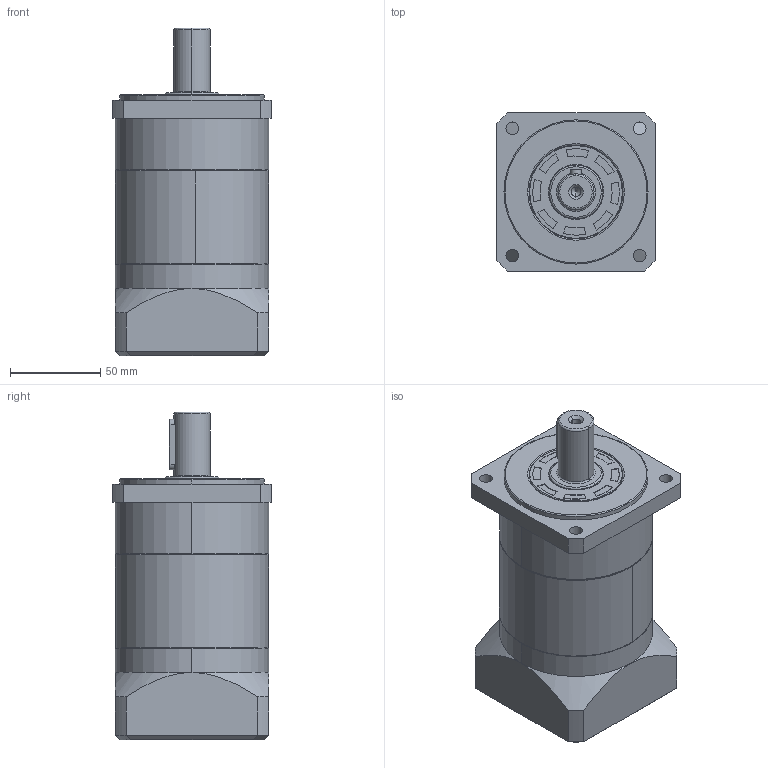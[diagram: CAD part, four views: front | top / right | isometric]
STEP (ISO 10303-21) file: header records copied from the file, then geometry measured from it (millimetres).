
FILE_DESCRIPTION (( 'STEP AP203' ), '1' );
FILE_NAME ('PG090-L2-19-70-90-M5-42.STEP', '2021-03-27T07:21:49', ( '' ), ( '' ), 'SwSTEP 2.0', 'SolidWorks 2018', '' );
FILE_SCHEMA (( 'CONFIG_CONTROL_DESIGN' ));
Length unit declared in the file: millimetre
Products named in the file (8): PG090-L2-19-70-90-M5-42; FBK嘎殤蚐猾 KG30X52X6; socket head cap screw_am_B18.3.1M - 5 x 0.8 x 12 Hex SHCS -- 12NHX; 输入法兰-70; 单边锁输入轴PG090; 怀堤傷褲极PGA090; FG090输出内齿圈-S108; 怀堤俴陎殤PG090
Assembly tree (12 placements, depth 2):
  PG090-L2-19-70-90-M5-42
    输入法兰-70
    怀堤俴陎殤PG090
    单边锁输入轴PG090
    FBK嘎殤蚐猾 KG30X52X6
    socket head cap screw_am_B18.3.1M - 5 x 0.8 x 12 Hex SHCS -- 12NHX  x6
    FG090输出内齿圈-S108
    怀堤傷褲极PGA090
Bounding box: 88 x 88 x 182 mm (x, y, z)
Volume: 707067.5 mm3; surface area: 129316.3 mm2
Topology: 12 solids, 12 shells, 508 faces, 1169 edges, 705 vertices
Faces by surface type: cylinder 198, plane 189, cone 82, torus 35, bspline 2, sphere 2
Entity records: 12977 total; most frequent: CARTESIAN_POINT 3157, DIRECTION 2038, ORIENTED_EDGE 1706, EDGE_CURVE 853, AXIS2_PLACEMENT_3D 834, VERTEX_POINT 540, EDGE_LOOP 449, CIRCLE 448
